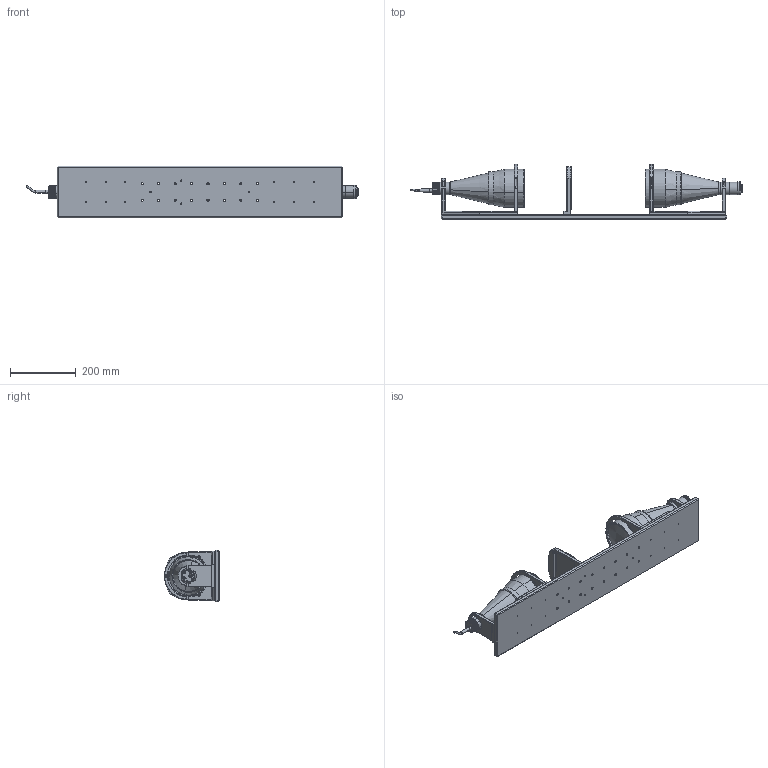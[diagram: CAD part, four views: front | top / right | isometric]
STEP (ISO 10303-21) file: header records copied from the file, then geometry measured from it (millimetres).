
FILE_DESCRIPTION (( 'STEP AP214' ), '1' );
FILE_NAME ('TCBENCH080.STEP', '2014-05-30T14:52:01', ( '' ), ( '' ), 'SwSTEP 2.0', 'SolidWorks 2013', '' );
FILE_SCHEMA (( 'AUTOMOTIVE_DESIGN' ));
Length unit declared in the file: millimetre
Products named in the file (1): TCBENCH080
Bounding box: 1009.59 x 168 x 158 mm (x, y, z)
Surface area: 729164.6 mm2 (no closed solid volume)
Topology: 0 solids, 50 shells, 817 faces, 2470 edges, 1692 vertices
Faces by surface type: plane 337, cylinder 313, cone 141, bspline 26
Entity records: 43764 total; most frequent: CARTESIAN_POINT 12316, DIRECTION 4789, ORIENTED_EDGE 4200, EDGE_CURVE 2470, AXIS2_PLACEMENT_3D 1753, VERTEX_POINT 1692, LINE 1283, VECTOR 1283
